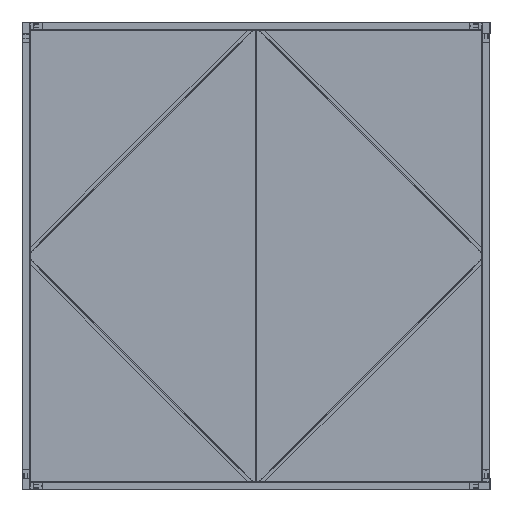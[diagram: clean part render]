
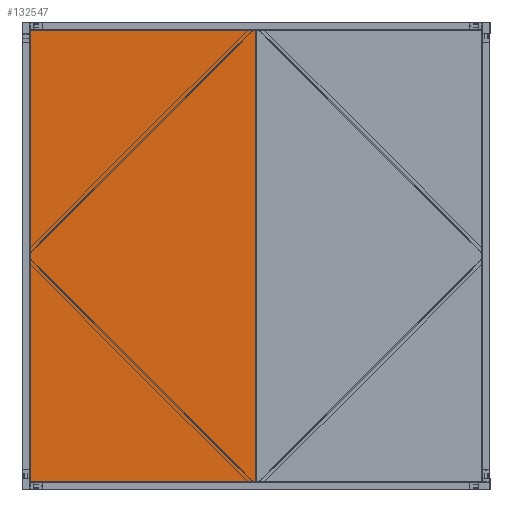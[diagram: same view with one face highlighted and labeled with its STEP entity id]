
A CAD part, front view. The second image highlights one B-rep face of the part: STEP entity #132547.
In plain terms, the highlighted planar face has unit normal (0, -1, 0).
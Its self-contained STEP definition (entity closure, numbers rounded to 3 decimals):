
#150 = VECTOR ( 'NONE', #116099, 1000. ) ;
#286 = VECTOR ( 'NONE', #117314, 1000. ) ;
#2782 = CARTESIAN_POINT ( 'NONE',  ( -1542.747, 37.491, 1504.641 ) ) ;
#9096 = CARTESIAN_POINT ( 'NONE',  ( -145.221, 37.491, 4305.359 ) ) ;
#10980 = CARTESIAN_POINT ( 'NONE',  ( -1543.343, 37.491, 4304.763 ) ) ;
#13782 = PLANE ( 'NONE',  #32611 ) ;
#14688 = VERTEX_POINT ( 'NONE', #168862 ) ;
#18761 = CARTESIAN_POINT ( 'NONE',  ( -145.221, 37.491, 4304.763 ) ) ;
#22822 = EDGE_CURVE ( 'NONE', #14688, #138115, #118148, .T. ) ;
#29181 = CARTESIAN_POINT ( 'NONE',  ( -145.221, 37.491, 1505.237 ) ) ;
#32611 = AXIS2_PLACEMENT_3D ( 'NONE', #156569, #65879, #106110 ) ;
#36505 = VECTOR ( 'NONE', #67277, 1000. ) ;
#47995 = ORIENTED_EDGE ( 'NONE', *, *, #138108, .F. ) ;
#57463 = VECTOR ( 'NONE', #58625, 1000. ) ;
#58625 = DIRECTION ( 'NONE',  ( 0., 0., -1. ) ) ;
#65879 = DIRECTION ( 'NONE',  ( 0., 1., 0. ) ) ;
#67277 = DIRECTION ( 'NONE',  ( -1., 0., 0. ) ) ;
#82845 = EDGE_CURVE ( 'NONE', #138115, #117742, #138398, .T. ) ;
#90086 = ORIENTED_EDGE ( 'NONE', *, *, #145932, .F. ) ;
#106110 = DIRECTION ( 'NONE',  ( -1., 0., 0. ) ) ;
#106645 = CARTESIAN_POINT ( 'NONE',  ( -144.625, 37.491, 1505.237 ) ) ;
#107776 = FACE_OUTER_BOUND ( 'NONE', #142796, .T. ) ;
#111679 = LINE ( 'NONE', #9096, #57463 ) ;
#116099 = DIRECTION ( 'NONE',  ( 1., 0., 0. ) ) ;
#117314 = DIRECTION ( 'NONE',  ( 0., 0., 1. ) ) ;
#117742 = VERTEX_POINT ( 'NONE', #18761 ) ;
#118148 = LINE ( 'NONE', #2782, #286 ) ;
#119457 = CARTESIAN_POINT ( 'NONE',  ( -1542.747, 37.491, 4304.763 ) ) ;
#132547 = ADVANCED_FACE ( 'NONE', ( #107776 ), #13782, .F. ) ;
#138108 = EDGE_CURVE ( 'NONE', #157582, #14688, #157135, .T. ) ;
#138115 = VERTEX_POINT ( 'NONE', #119457 ) ;
#138398 = LINE ( 'NONE', #10980, #150 ) ;
#142796 = EDGE_LOOP ( 'NONE', ( #47995, #90086, #159033, #159369 ) ) ;
#145932 = EDGE_CURVE ( 'NONE', #117742, #157582, #111679, .T. ) ;
#156569 = CARTESIAN_POINT ( 'NONE',  ( -1544.984, 37.491, 1503. ) ) ;
#157135 = LINE ( 'NONE', #106645, #36505 ) ;
#157582 = VERTEX_POINT ( 'NONE', #29181 ) ;
#159033 = ORIENTED_EDGE ( 'NONE', *, *, #82845, .F. ) ;
#159369 = ORIENTED_EDGE ( 'NONE', *, *, #22822, .F. ) ;
#168862 = CARTESIAN_POINT ( 'NONE',  ( -1542.747, 37.491, 1505.237 ) ) ;
